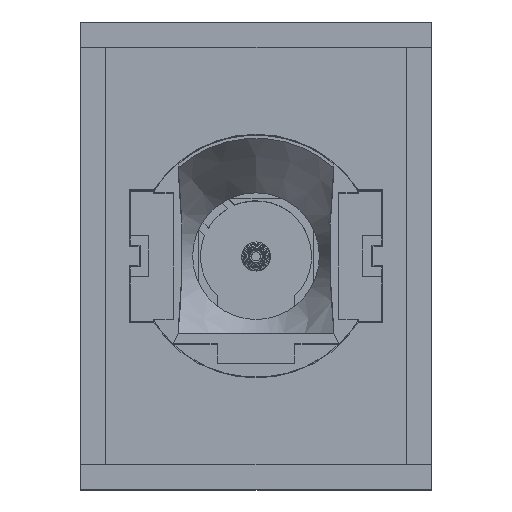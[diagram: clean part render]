
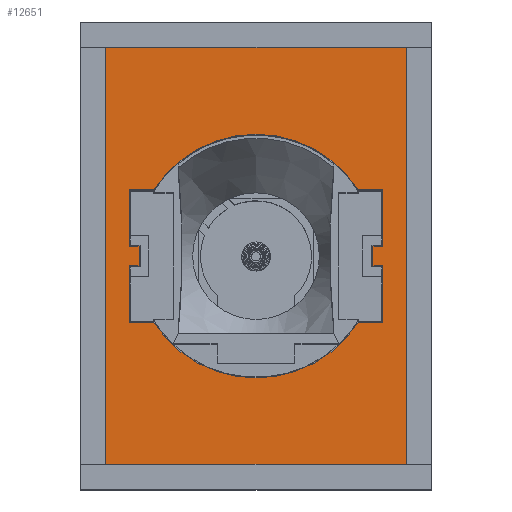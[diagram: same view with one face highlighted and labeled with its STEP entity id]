
A CAD part, top view. The second image highlights one B-rep face of the part: STEP entity #12651.
In plain terms, the highlighted planar face has unit normal (0, 0, 1).
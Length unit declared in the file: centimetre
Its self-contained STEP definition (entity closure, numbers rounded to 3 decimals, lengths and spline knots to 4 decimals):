
#205=FACE_BOUND('',#1692,.T.);
#423=PLANE('',#13567);
#992=FACE_OUTER_BOUND('',#1691,.T.);
#1691=EDGE_LOOP('',(#9961,#9962,#9963,#9964));
#1692=EDGE_LOOP('',(#9965,#9966,#9967,#9968,#9969,#9970,#9971,#9972,#9973,
#9974,#9975,#9976,#9977,#9978,#9979,#9980));
#2449=LINE('',#18661,#3793);
#2649=LINE('',#19196,#3993);
#2652=LINE('',#19201,#3996);
#2653=LINE('',#19204,#3997);
#2656=LINE('',#19210,#4000);
#2658=LINE('',#19215,#4002);
#2661=LINE('',#19220,#4005);
#2663=LINE('',#19224,#4007);
#2665=LINE('',#19228,#4009);
#2668=LINE('',#19236,#4012);
#2669=LINE('',#19239,#4013);
#2671=LINE('',#19243,#4015);
#2674=LINE('',#19250,#4018);
#2675=LINE('',#19253,#4019);
#2677=LINE('',#19256,#4021);
#2678=LINE('',#19259,#4022);
#2682=LINE('',#19265,#4026);
#2683=LINE('',#19267,#4027);
#3793=VECTOR('',#15184,1.);
#3993=VECTOR('',#15638,1.);
#3996=VECTOR('',#15643,1.);
#3997=VECTOR('',#15646,1.);
#4000=VECTOR('',#15653,1.);
#4002=VECTOR('',#15657,1.);
#4005=VECTOR('',#15662,1.);
#4007=VECTOR('',#15666,1.);
#4009=VECTOR('',#15670,1.);
#4012=VECTOR('',#15679,1.);
#4013=VECTOR('',#15682,1.);
#4015=VECTOR('',#15686,1.);
#4018=VECTOR('',#15695,1.);
#4019=VECTOR('',#15698,1.);
#4021=VECTOR('',#15702,1.);
#4022=VECTOR('',#15705,1.);
#4026=VECTOR('',#15711,1.);
#4027=VECTOR('',#15714,1.);
#4994=CIRCLE('',#13555,0.625);
#4995=CIRCLE('',#13560,0.625);
#5593=VERTEX_POINT('',#18658);
#5594=VERTEX_POINT('',#18660);
#5759=VERTEX_POINT('',#19193);
#5760=VERTEX_POINT('',#19195);
#5761=VERTEX_POINT('',#19199);
#5762=VERTEX_POINT('',#19203);
#5763=VERTEX_POINT('',#19208);
#5764=VERTEX_POINT('',#19212);
#5765=VERTEX_POINT('',#19214);
#5766=VERTEX_POINT('',#19218);
#5767=VERTEX_POINT('',#19222);
#5768=VERTEX_POINT('',#19226);
#5769=VERTEX_POINT('',#19230);
#5770=VERTEX_POINT('',#19232);
#5771=VERTEX_POINT('',#19238);
#5772=VERTEX_POINT('',#19242);
#5773=VERTEX_POINT('',#19246);
#5774=VERTEX_POINT('',#19252);
#5775=VERTEX_POINT('',#19258);
#5776=VERTEX_POINT('',#19263);
#7023=EDGE_CURVE('',#5594,#5593,#2449,.T.);
#7269=EDGE_CURVE('',#5760,#5759,#2649,.T.);
#7272=EDGE_CURVE('',#5759,#5761,#2652,.T.);
#7273=EDGE_CURVE('',#5762,#5760,#2653,.T.);
#7276=EDGE_CURVE('',#5761,#5763,#2656,.T.);
#7278=EDGE_CURVE('',#5765,#5764,#2658,.T.);
#7281=EDGE_CURVE('',#5764,#5766,#2661,.T.);
#7283=EDGE_CURVE('',#5766,#5767,#2663,.T.);
#7285=EDGE_CURVE('',#5767,#5768,#2665,.T.);
#7287=EDGE_CURVE('',#5770,#5769,#4994,.T.);
#7289=EDGE_CURVE('',#5768,#5770,#2668,.T.);
#7290=EDGE_CURVE('',#5771,#5765,#2669,.T.);
#7292=EDGE_CURVE('',#5772,#5771,#2671,.T.);
#7294=EDGE_CURVE('',#5773,#5772,#4995,.T.);
#7296=EDGE_CURVE('',#5763,#5773,#2674,.T.);
#7297=EDGE_CURVE('',#5774,#5762,#2675,.T.);
#7299=EDGE_CURVE('',#5769,#5774,#2677,.T.);
#7300=EDGE_CURVE('',#5593,#5775,#2678,.T.);
#7304=EDGE_CURVE('',#5775,#5776,#2682,.T.);
#7305=EDGE_CURVE('',#5776,#5594,#2683,.T.);
#9961=ORIENTED_EDGE('',*,*,#7300,.T.);
#9962=ORIENTED_EDGE('',*,*,#7304,.T.);
#9963=ORIENTED_EDGE('',*,*,#7305,.T.);
#9964=ORIENTED_EDGE('',*,*,#7023,.T.);
#9965=ORIENTED_EDGE('',*,*,#7287,.T.);
#9966=ORIENTED_EDGE('',*,*,#7299,.T.);
#9967=ORIENTED_EDGE('',*,*,#7297,.T.);
#9968=ORIENTED_EDGE('',*,*,#7273,.T.);
#9969=ORIENTED_EDGE('',*,*,#7269,.T.);
#9970=ORIENTED_EDGE('',*,*,#7272,.T.);
#9971=ORIENTED_EDGE('',*,*,#7276,.T.);
#9972=ORIENTED_EDGE('',*,*,#7296,.T.);
#9973=ORIENTED_EDGE('',*,*,#7294,.T.);
#9974=ORIENTED_EDGE('',*,*,#7292,.T.);
#9975=ORIENTED_EDGE('',*,*,#7290,.T.);
#9976=ORIENTED_EDGE('',*,*,#7278,.T.);
#9977=ORIENTED_EDGE('',*,*,#7281,.T.);
#9978=ORIENTED_EDGE('',*,*,#7283,.T.);
#9979=ORIENTED_EDGE('',*,*,#7285,.T.);
#9980=ORIENTED_EDGE('',*,*,#7289,.T.);
#12651=ADVANCED_FACE('',(#992,#205),#423,.T.);
#13555=AXIS2_PLACEMENT_3D('',#19233,#15674,#15675);
#13560=AXIS2_PLACEMENT_3D('',#19247,#15690,#15691);
#13567=AXIS2_PLACEMENT_3D('',#19271,#15717,#15718);
#15184=DIRECTION('',(0.,1.,0.));
#15638=DIRECTION('',(0.,-1.,0.));
#15643=DIRECTION('',(1.,0.,0.));
#15646=DIRECTION('',(-1.,0.,0.));
#15653=DIRECTION('',(0.,-1.,0.));
#15657=DIRECTION('',(1.,0.,0.));
#15662=DIRECTION('',(0.,1.,0.));
#15666=DIRECTION('',(-1.,0.,0.));
#15670=DIRECTION('',(0.,1.,0.));
#15674=DIRECTION('center_axis',(0.,0.,
-1.));
#15675=DIRECTION('ref_axis',(0.839,0.544,0.));
#15679=DIRECTION('',(1.,0.,0.));
#15682=DIRECTION('',(0.,1.,0.));
#15686=DIRECTION('',(-1.,0.,0.));
#15690=DIRECTION('center_axis',(0.,0.,
-1.));
#15691=DIRECTION('ref_axis',(-0.839,-0.544,0.));
#15695=DIRECTION('',(-1.,0.,0.));
#15698=DIRECTION('',(0.,-1.,0.));
#15702=DIRECTION('',(1.,0.,0.));
#15705=DIRECTION('',(-1.,0.,0.));
#15711=DIRECTION('',(0.,-1.,0.));
#15714=DIRECTION('',(1.,0.,0.));
#15717=DIRECTION('center_axis',(0.,0.,
1.));
#15718=DIRECTION('ref_axis',(-1.,0.,0.));
#18658=CARTESIAN_POINT('',(0.77,1.07,3.013));
#18660=CARTESIAN_POINT('',(0.77,-1.07,3.013));
#18661=CARTESIAN_POINT('',(0.77,-1.07,3.013));
#19193=CARTESIAN_POINT('',(0.6,-0.05,3.013));
#19195=CARTESIAN_POINT('',(0.6,0.05,3.013));
#19196=CARTESIAN_POINT('',(0.6,0.025,3.013));
#19199=CARTESIAN_POINT('',(0.65,-0.05,3.013));
#19201=CARTESIAN_POINT('',(0.3,-0.05,3.013));
#19203=CARTESIAN_POINT('',(0.65,0.05,3.013));
#19204=CARTESIAN_POINT('',(0.325,0.05,3.013));
#19208=CARTESIAN_POINT('',(0.65,-0.34,3.013));
#19210=CARTESIAN_POINT('',(0.65,0.025,3.013));
#19212=CARTESIAN_POINT('',(-0.6,-0.05,3.013));
#19214=CARTESIAN_POINT('',(-0.65,-0.05,3.013));
#19215=CARTESIAN_POINT('',(-0.325,-0.05,3.013));
#19218=CARTESIAN_POINT('',(-0.6,0.05,3.013));
#19220=CARTESIAN_POINT('',(-0.6,-0.025,3.013));
#19222=CARTESIAN_POINT('',(-0.65,0.05,3.013));
#19224=CARTESIAN_POINT('',(-0.3,0.05,3.013));
#19226=CARTESIAN_POINT('',(-0.65,0.34,3.013));
#19228=CARTESIAN_POINT('',(-0.65,0.025,3.013));
#19230=CARTESIAN_POINT('',(0.5244,0.34,3.013));
#19232=CARTESIAN_POINT('',(-0.5244,0.34,3.013));
#19233=CARTESIAN_POINT('Origin',(0.,0.,
3.013));
#19236=CARTESIAN_POINT('',(-0.2622,0.34,3.013));
#19238=CARTESIAN_POINT('',(-0.65,-0.34,3.013));
#19239=CARTESIAN_POINT('',(-0.65,0.025,3.013));
#19242=CARTESIAN_POINT('',(-0.5244,-0.34,3.013));
#19243=CARTESIAN_POINT('',(-0.325,-0.34,3.013));
#19246=CARTESIAN_POINT('',(0.5244,-0.34,3.013));
#19247=CARTESIAN_POINT('Origin',(0.,0.,
3.013));
#19250=CARTESIAN_POINT('',(0.2622,-0.34,3.013));
#19252=CARTESIAN_POINT('',(0.65,0.34,3.013));
#19253=CARTESIAN_POINT('',(0.65,0.025,3.013));
#19256=CARTESIAN_POINT('',(0.325,0.34,3.013));
#19258=CARTESIAN_POINT('',(-0.77,1.07,3.013));
#19259=CARTESIAN_POINT('',(0.77,1.07,3.013));
#19263=CARTESIAN_POINT('',(-0.77,-1.07,3.013));
#19265=CARTESIAN_POINT('',(-0.77,1.07,3.013));
#19267=CARTESIAN_POINT('',(-0.77,-1.07,3.013));
#19271=CARTESIAN_POINT('Origin',(0.,0.,3.013));
